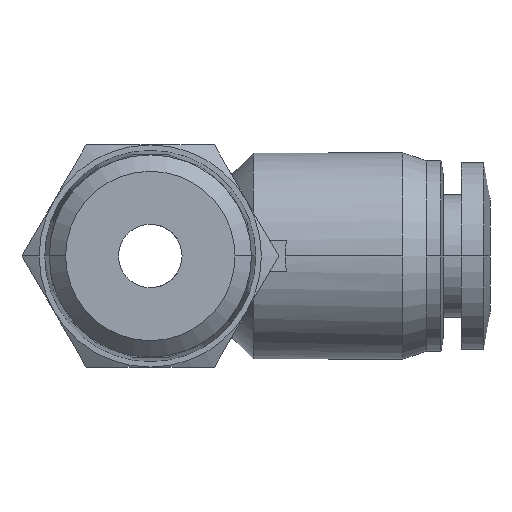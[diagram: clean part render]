
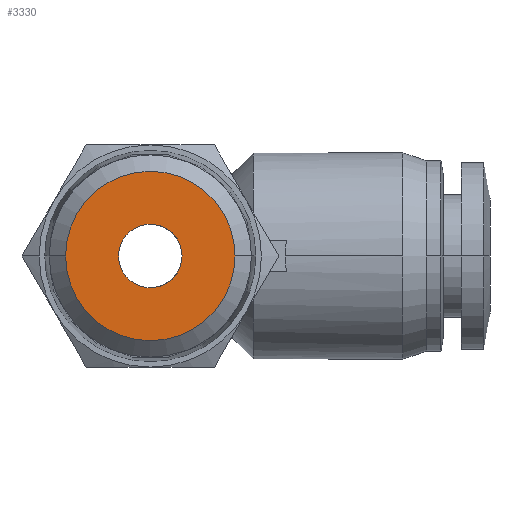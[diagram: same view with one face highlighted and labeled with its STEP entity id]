
A CAD part, front view. The second image highlights one B-rep face of the part: STEP entity #3330.
In plain terms, the highlighted planar face has unit normal (0, -1, 0).
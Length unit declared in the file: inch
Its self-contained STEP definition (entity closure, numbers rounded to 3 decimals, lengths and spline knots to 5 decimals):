
#290 = CARTESIAN_POINT ( 'NONE',  ( 0.21014, -0.62992, 0. ) ) ;
#583 = CARTESIAN_POINT ( 'NONE',  ( 0.07874, -0.62992, 0. ) ) ;
#755 = DIRECTION ( 'NONE',  ( 0., -1., 0. ) ) ;
#769 = CIRCLE ( 'NONE', #1300, 0.21014 ) ;
#1012 = DIRECTION ( 'NONE',  ( 0., -1., 0. ) ) ;
#1111 = AXIS2_PLACEMENT_3D ( 'NONE', #3348, #3333, #1268 ) ;
#1268 = DIRECTION ( 'NONE',  ( -1., 0., 0. ) ) ;
#1300 = AXIS2_PLACEMENT_3D ( 'NONE', #3066, #755, #3464 ) ;
#1356 = EDGE_CURVE ( 'NONE', #2678, #3955, #1605, .T. ) ;
#1415 = CIRCLE ( 'NONE', #3259, 0.07874 ) ;
#1424 = CARTESIAN_POINT ( 'NONE',  ( -0.21014, -0.62992, 0. ) ) ;
#1447 = ORIENTED_EDGE ( 'NONE', *, *, #2475, .T. ) ;
#1605 = CIRCLE ( 'NONE', #1111, 0.07874 ) ;
#1622 = CARTESIAN_POINT ( 'NONE',  ( -0.10507, -0.62992, 0. ) ) ;
#2016 = DIRECTION ( 'NONE',  ( 0., 0., -1. ) ) ;
#2071 = DIRECTION ( 'NONE',  ( 0., 1., 0. ) ) ;
#2145 = EDGE_CURVE ( 'NONE', #3955, #2678, #1415, .T. ) ;
#2313 = FACE_OUTER_BOUND ( 'NONE', #4060, .T. ) ;
#2401 = PLANE ( 'NONE',  #3629 ) ;
#2475 = EDGE_CURVE ( 'NONE', #3602, #4786, #3186, .T. ) ;
#2599 = EDGE_CURVE ( 'NONE', #4786, #3602, #769, .T. ) ;
#2678 = VERTEX_POINT ( 'NONE', #4291 ) ;
#2737 = ORIENTED_EDGE ( 'NONE', *, *, #2145, .T. ) ;
#3066 = CARTESIAN_POINT ( 'NONE',  ( 0., -0.62992, 0. ) ) ;
#3186 = CIRCLE ( 'NONE', #3594, 0.21014 ) ;
#3259 = AXIS2_PLACEMENT_3D ( 'NONE', #4455, #2071, #4834 ) ;
#3330 = ADVANCED_FACE ( 'NONE', ( #4833, #2313 ), #2401, .T. ) ;
#3333 = DIRECTION ( 'NONE',  ( 0., 1., 0. ) ) ;
#3335 = CARTESIAN_POINT ( 'NONE',  ( 0., -0.62992, 0. ) ) ;
#3344 = ORIENTED_EDGE ( 'NONE', *, *, #1356, .T. ) ;
#3348 = CARTESIAN_POINT ( 'NONE',  ( 0., -0.62992, 0. ) ) ;
#3464 = DIRECTION ( 'NONE',  ( -1., 0., 0. ) ) ;
#3594 = AXIS2_PLACEMENT_3D ( 'NONE', #3335, #1012, #3757 ) ;
#3602 = VERTEX_POINT ( 'NONE', #1424 ) ;
#3629 = AXIS2_PLACEMENT_3D ( 'NONE', #1622, #4409, #2016 ) ;
#3757 = DIRECTION ( 'NONE',  ( -1., 0., 0. ) ) ;
#3955 = VERTEX_POINT ( 'NONE', #583 ) ;
#4003 = ORIENTED_EDGE ( 'NONE', *, *, #2599, .T. ) ;
#4060 = EDGE_LOOP ( 'NONE', ( #1447, #4003 ) ) ;
#4109 = EDGE_LOOP ( 'NONE', ( #3344, #2737 ) ) ;
#4291 = CARTESIAN_POINT ( 'NONE',  ( -0.07874, -0.62992, 0. ) ) ;
#4409 = DIRECTION ( 'NONE',  ( 0., -1., 0. ) ) ;
#4455 = CARTESIAN_POINT ( 'NONE',  ( 0., -0.62992, 0. ) ) ;
#4786 = VERTEX_POINT ( 'NONE', #290 ) ;
#4833 = FACE_BOUND ( 'NONE', #4109, .T. ) ;
#4834 = DIRECTION ( 'NONE',  ( -1., 0., 0. ) ) ;
